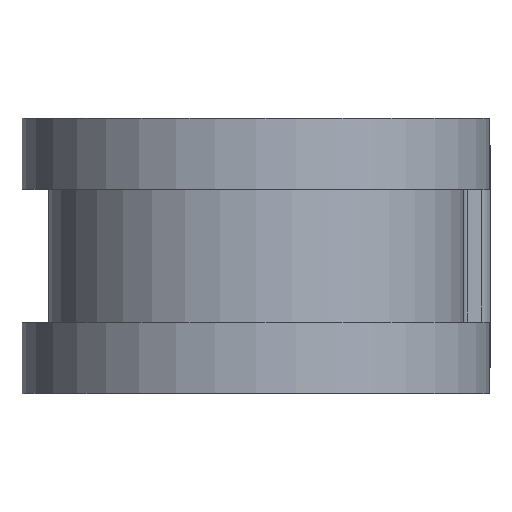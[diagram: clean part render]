
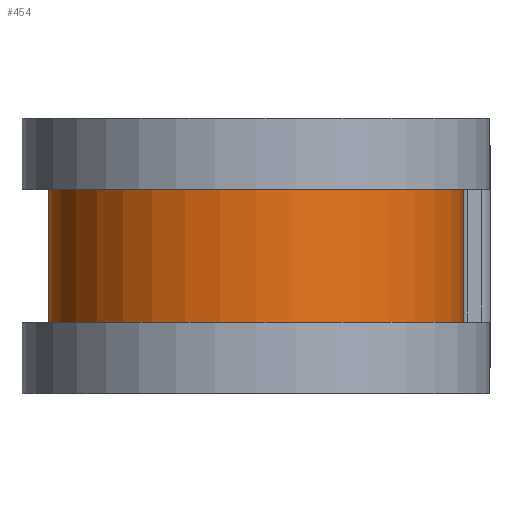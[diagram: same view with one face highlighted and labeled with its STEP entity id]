
A CAD part, top view. The second image highlights one B-rep face of the part: STEP entity #454.
In plain terms, the highlighted cylindrical face has radius 11.862 mm (diameter 23.724 mm), a partial arc.
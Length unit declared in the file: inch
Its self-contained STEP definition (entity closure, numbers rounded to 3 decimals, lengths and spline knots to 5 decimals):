
#30 = CARTESIAN_POINT ( 'NONE',  ( 0., -0.15, -0.467 ) ) ;
#35 = LINE ( 'NONE', #1321, #1091 ) ;
#136 = CYLINDRICAL_SURFACE ( 'NONE', #883, 0.467 ) ;
#319 = EDGE_CURVE ( 'NONE', #554, #843, #1212, .T. ) ;
#323 = CARTESIAN_POINT ( 'NONE',  ( 0., 0.25, -0.467 ) ) ;
#383 = ORIENTED_EDGE ( 'NONE', *, *, #1414, .F. ) ;
#454 = ADVANCED_FACE ( 'NONE', ( #877 ), #136, .T. ) ;
#481 = VERTEX_POINT ( 'NONE', #1572 ) ;
#531 = ORIENTED_EDGE ( 'NONE', *, *, #539, .F. ) ;
#539 = EDGE_CURVE ( 'NONE', #481, #952, #984, .T. ) ;
#554 = VERTEX_POINT ( 'NONE', #1443 ) ;
#623 = ORIENTED_EDGE ( 'NONE', *, *, #971, .T. ) ;
#633 = DIRECTION ( 'NONE',  ( 0., -1., 0. ) ) ;
#650 = CARTESIAN_POINT ( 'NONE',  ( 0., -0.15, 0. ) ) ;
#758 = DIRECTION ( 'NONE',  ( 0., 0., -1. ) ) ;
#780 = DIRECTION ( 'NONE',  ( 0., 0., -1. ) ) ;
#843 = VERTEX_POINT ( 'NONE', #1114 ) ;
#857 = AXIS2_PLACEMENT_3D ( 'NONE', #1248, #1238, #1232 ) ;
#877 = FACE_OUTER_BOUND ( 'NONE', #1098, .T. ) ;
#883 = AXIS2_PLACEMENT_3D ( 'NONE', #1424, #633, #758 ) ;
#927 = DIRECTION ( 'NONE',  ( 0., -1., 0. ) ) ;
#952 = VERTEX_POINT ( 'NONE', #30 ) ;
#961 = VECTOR ( 'NONE', #1140, 39.37008 ) ;
#971 = EDGE_CURVE ( 'NONE', #843, #952, #1626, .T. ) ;
#984 = CIRCLE ( 'NONE', #1506, 0.467 ) ;
#1091 = VECTOR ( 'NONE', #927, 39.37008 ) ;
#1098 = EDGE_LOOP ( 'NONE', ( #383, #1333, #623, #531 ) ) ;
#1114 = CARTESIAN_POINT ( 'NONE',  ( 0., 0.15, -0.467 ) ) ;
#1140 = DIRECTION ( 'NONE',  ( 0., -1., 0. ) ) ;
#1212 = CIRCLE ( 'NONE', #857, 0.467 ) ;
#1232 = DIRECTION ( 'NONE',  ( 0., 0., -1. ) ) ;
#1238 = DIRECTION ( 'NONE',  ( 0., -1., 0. ) ) ;
#1248 = CARTESIAN_POINT ( 'NONE',  ( 0., 0.15, 0. ) ) ;
#1321 = CARTESIAN_POINT ( 'NONE',  ( 0.467, 0.25, 0. ) ) ;
#1333 = ORIENTED_EDGE ( 'NONE', *, *, #319, .T. ) ;
#1414 = EDGE_CURVE ( 'NONE', #554, #481, #35, .T. ) ;
#1424 = CARTESIAN_POINT ( 'NONE',  ( 0., 0.25, 0. ) ) ;
#1443 = CARTESIAN_POINT ( 'NONE',  ( 0.467, 0.15, 0. ) ) ;
#1506 = AXIS2_PLACEMENT_3D ( 'NONE', #650, #1589, #780 ) ;
#1572 = CARTESIAN_POINT ( 'NONE',  ( 0.467, -0.15, 0. ) ) ;
#1589 = DIRECTION ( 'NONE',  ( 0., -1., 0. ) ) ;
#1626 = LINE ( 'NONE', #323, #961 ) ;
